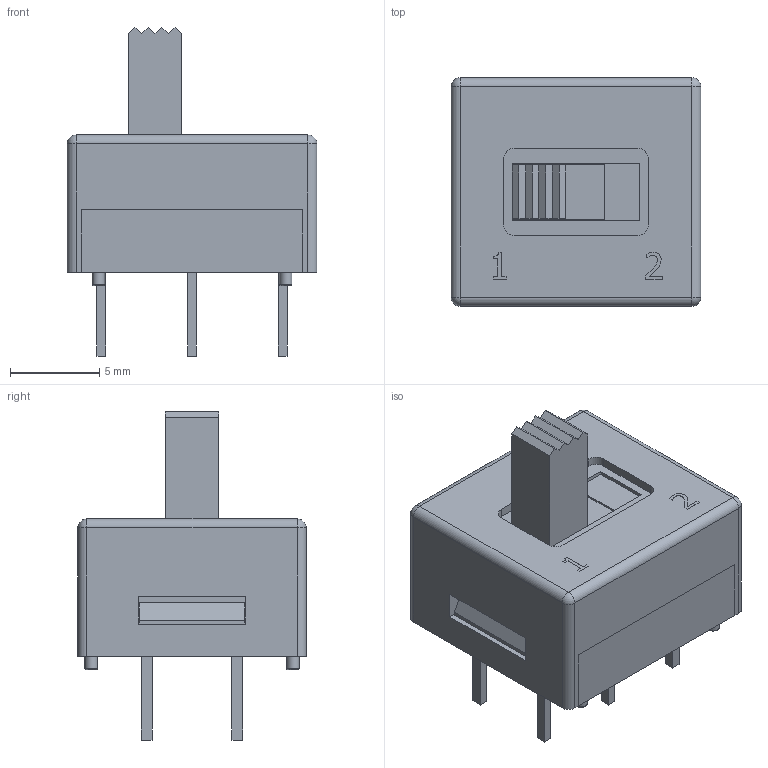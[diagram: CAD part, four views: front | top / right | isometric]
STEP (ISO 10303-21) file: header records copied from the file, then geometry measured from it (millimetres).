
FILE_DESCRIPTION(/* description */ (''),/* implementation_level */ '2;1');
FILE_NAME(/* name */ '600DPxS4M4x.stp',/* time_stamp */ '2025-05-15T09:45:59-05:00',/* author */ ('mroman'),/* organization */ (''),/* preprocessor_version */ 'ST-DEVELOPER v18.1',/* originating_system */ 'Autodesk Inventor 2022',/* authorisation */ '');
FILE_SCHEMA (('AUTOMOTIVE_DESIGN { 1 0 10303 214 3 1 1 }'));
Length unit declared in the file: millimetre
Products named in the file (1): 600DPxS4M4x
Bounding box: 14 x 12.8 x 18.4 mm (x, y, z)
Volume: 971.8 mm3; surface area: 1647.1 mm2
Topology: 1 solids, 1 shells, 189 faces, 481 edges, 312 vertices
Faces by surface type: plane 151, cylinder 18, bspline 12, sphere 4, torus 4
Full cylindrical faces by diameter (mm): 0.7 x4
Entity records: 5688 total; most frequent: CARTESIAN_POINT 1135, ORIENTED_EDGE 954, DIRECTION 853, EDGE_CURVE 477, LINE 409, VECTOR 409, VERTEX_POINT 312, AXIS2_PLACEMENT_3D 222
